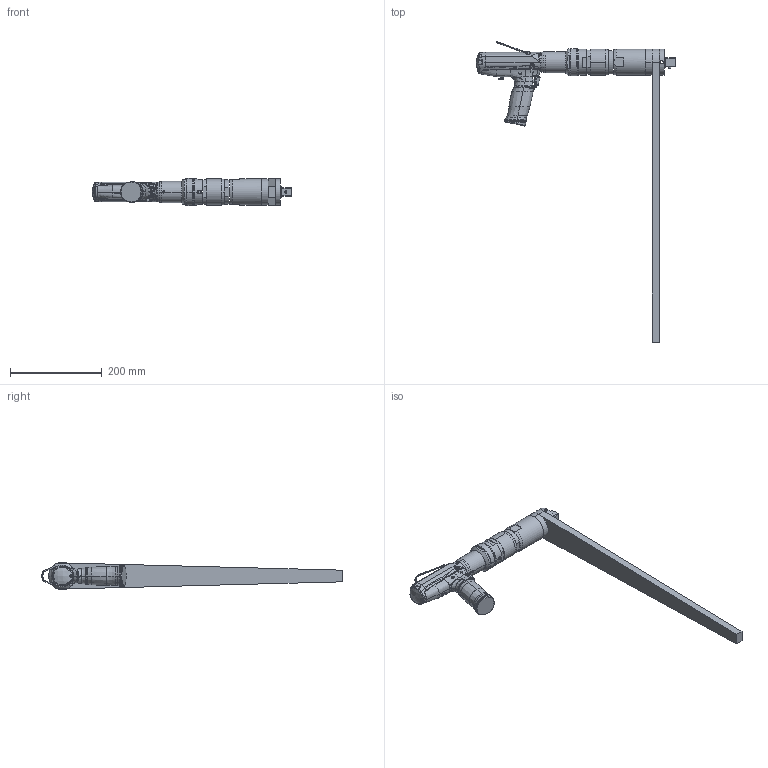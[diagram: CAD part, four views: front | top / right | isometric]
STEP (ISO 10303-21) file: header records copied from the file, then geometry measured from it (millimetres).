
FILE_DESCRIPTION((''),'2;1');
FILE_NAME('48EPE600D6_SW','2010-11-12T',('BBFF4'),('COOPER TOOLS'),'PRO/ENGINEER BY PARAMETRIC TECHNOLOGY CORPORATION, 2009300','PRO/ENGINEER BY PARAMETRIC TECHNOLOGY CORPORATION, 2009300','');
FILE_SCHEMA(('CONFIG_CONTROL_DESIGN'));
Length unit declared in the file: inch
Products named in the file (1): 48EPE600D6_SW
Bounding box: 433.6 x 654.03 x 59 mm (x, y, z)
Surface area: 175059.2 mm2 (no closed solid volume)
Topology: 0 solids, 52 shells, 496 faces, 1610 edges, 1117 vertices
Faces by surface type: bspline 243, cylinder 106, plane 87, cone 37, torus 13, sphere 8, extrusion 2
Entity records: 29362 total; most frequent: CARTESIAN_POINT 17853, ORIENTED_EDGE 2437, DIRECTION 1723, EDGE_CURVE 1604, VERTEX_POINT 1117, B_SPLINE_CURVE_WITH_KNOTS 783, AXIS2_PLACEMENT_3D 647, EDGE_LOOP 496
